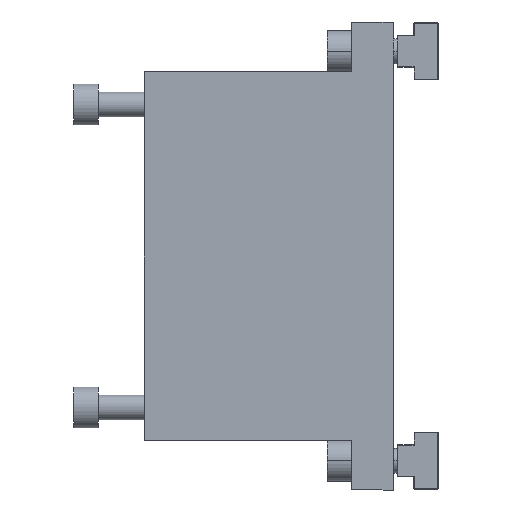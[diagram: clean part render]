
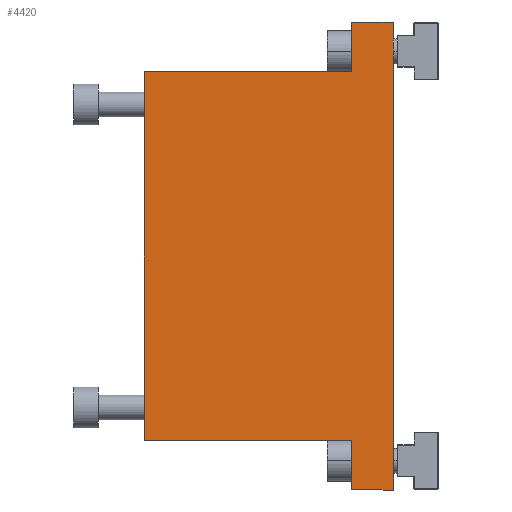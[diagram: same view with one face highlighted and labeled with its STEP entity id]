
A CAD part, left-side view. The second image highlights one B-rep face of the part: STEP entity #4420.
In plain terms, the highlighted planar face has unit normal (-1, 0, 0).
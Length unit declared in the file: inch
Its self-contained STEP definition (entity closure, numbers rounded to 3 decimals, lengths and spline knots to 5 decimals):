
#31 = ORIENTED_EDGE ( 'NONE', *, *, #6561, .T. ) ;
#108 = ORIENTED_EDGE ( 'NONE', *, *, #7051, .T. ) ;
#224 = CARTESIAN_POINT ( 'NONE',  ( -2.59, 2.3622, -2.25 ) ) ;
#250 = VECTOR ( 'NONE', #3606, 39.37008 ) ;
#271 = DIRECTION ( 'NONE',  ( 0., -1., 0. ) ) ;
#277 = CARTESIAN_POINT ( 'NONE',  ( -2.59, 2.3622, 2.25 ) ) ;
#628 = DIRECTION ( 'NONE',  ( 0., 1., 0. ) ) ;
#660 = VECTOR ( 'NONE', #1977, 39.37008 ) ;
#679 = LINE ( 'NONE', #9979, #9588 ) ;
#685 = DIRECTION ( 'NONE',  ( 0., 0., 1. ) ) ;
#1098 = EDGE_CURVE ( 'NONE', #4060, #9591, #7403, .T. ) ;
#1246 = CARTESIAN_POINT ( 'NONE',  ( -2.59, 2.39345, 1.7725 ) ) ;
#1288 = LINE ( 'NONE', #2676, #5895 ) ;
#1642 = VECTOR ( 'NONE', #271, 39.37008 ) ;
#1977 = DIRECTION ( 'NONE',  ( 0., -1., 0. ) ) ;
#2334 = CARTESIAN_POINT ( 'NONE',  ( -2.59, -5.20196, -1.7725 ) ) ;
#2581 = ORIENTED_EDGE ( 'NONE', *, *, #10747, .F. ) ;
#2624 = VECTOR ( 'NONE', #685, 39.37008 ) ;
#2676 = CARTESIAN_POINT ( 'NONE',  ( -2.59, 0., 2.25 ) ) ;
#2796 = LINE ( 'NONE', #2334, #7473 ) ;
#2828 = CARTESIAN_POINT ( 'NONE',  ( -2.59, 0., -2.25 ) ) ;
#3177 = LINE ( 'NONE', #277, #660 ) ;
#3290 = EDGE_CURVE ( 'NONE', #9591, #11136, #3177, .T. ) ;
#3606 = DIRECTION ( 'NONE',  ( 0., 1., 0. ) ) ;
#3826 = PLANE ( 'NONE',  #4187 ) ;
#3870 = DIRECTION ( 'NONE',  ( 1., 0., 0. ) ) ;
#3932 = LINE ( 'NONE', #224, #1642 ) ;
#3974 = CARTESIAN_POINT ( 'NONE',  ( -2.59, 0., 2.25 ) ) ;
#4060 = VERTEX_POINT ( 'NONE', #5005 ) ;
#4187 = AXIS2_PLACEMENT_3D ( 'NONE', #9084, #3870, #9929 ) ;
#4420 = ADVANCED_FACE ( 'NONE', ( #5008 ), #3826, .F. ) ;
#4961 = CARTESIAN_POINT ( 'NONE',  ( -2.59, 0.4, -2.25 ) ) ;
#5005 = CARTESIAN_POINT ( 'NONE',  ( -2.59, 0.4, 1.7725 ) ) ;
#5008 = FACE_OUTER_BOUND ( 'NONE', #7261, .T. ) ;
#5032 = VECTOR ( 'NONE', #8934, 39.37008 ) ;
#5216 = DIRECTION ( 'NONE',  ( 0., 0., 1. ) ) ;
#5428 = ORIENTED_EDGE ( 'NONE', *, *, #6177, .F. ) ;
#5438 = EDGE_CURVE ( 'NONE', #8184, #7193, #3932, .T. ) ;
#5690 = DIRECTION ( 'NONE',  ( 0., 0., 1. ) ) ;
#5872 = ORIENTED_EDGE ( 'NONE', *, *, #6084, .F. ) ;
#5895 = VECTOR ( 'NONE', #5216, 39.37008 ) ;
#6058 = CARTESIAN_POINT ( 'NONE',  ( -2.59, 2.39345, -1.7725 ) ) ;
#6084 = EDGE_CURVE ( 'NONE', #8642, #8942, #679, .T. ) ;
#6177 = EDGE_CURVE ( 'NONE', #9965, #8642, #2796, .T. ) ;
#6320 = CARTESIAN_POINT ( 'NONE',  ( -2.59, -5.20196, 1.7725 ) ) ;
#6561 = EDGE_CURVE ( 'NONE', #4060, #8942, #6894, .T. ) ;
#6894 = LINE ( 'NONE', #6320, #250 ) ;
#7051 = EDGE_CURVE ( 'NONE', #7193, #11136, #1288, .T. ) ;
#7193 = VERTEX_POINT ( 'NONE', #2828 ) ;
#7261 = EDGE_LOOP ( 'NONE', ( #5428, #2581, #7511, #108, #10609, #11154, #31, #5872 ) ) ;
#7303 = LINE ( 'NONE', #4961, #2624 ) ;
#7403 = LINE ( 'NONE', #9078, #5032 ) ;
#7473 = VECTOR ( 'NONE', #628, 39.37008 ) ;
#7511 = ORIENTED_EDGE ( 'NONE', *, *, #5438, .T. ) ;
#8184 = VERTEX_POINT ( 'NONE', #10380 ) ;
#8642 = VERTEX_POINT ( 'NONE', #6058 ) ;
#8934 = DIRECTION ( 'NONE',  ( 0., 0., 1. ) ) ;
#8942 = VERTEX_POINT ( 'NONE', #1246 ) ;
#9078 = CARTESIAN_POINT ( 'NONE',  ( -2.59, 0.4, 2.25 ) ) ;
#9084 = CARTESIAN_POINT ( 'NONE',  ( -2.59, 2.3622, 2.25 ) ) ;
#9361 = CARTESIAN_POINT ( 'NONE',  ( -2.59, 0.4, 2.25 ) ) ;
#9588 = VECTOR ( 'NONE', #5690, 39.37008 ) ;
#9591 = VERTEX_POINT ( 'NONE', #9361 ) ;
#9929 = DIRECTION ( 'NONE',  ( 0., 0., -1. ) ) ;
#9965 = VERTEX_POINT ( 'NONE', #10678 ) ;
#9979 = CARTESIAN_POINT ( 'NONE',  ( -2.59, 2.39345, 1.7725 ) ) ;
#10380 = CARTESIAN_POINT ( 'NONE',  ( -2.59, 0.4, -2.25 ) ) ;
#10609 = ORIENTED_EDGE ( 'NONE', *, *, #3290, .F. ) ;
#10678 = CARTESIAN_POINT ( 'NONE',  ( -2.59, 0.4, -1.7725 ) ) ;
#10747 = EDGE_CURVE ( 'NONE', #8184, #9965, #7303, .T. ) ;
#11136 = VERTEX_POINT ( 'NONE', #3974 ) ;
#11154 = ORIENTED_EDGE ( 'NONE', *, *, #1098, .F. ) ;
